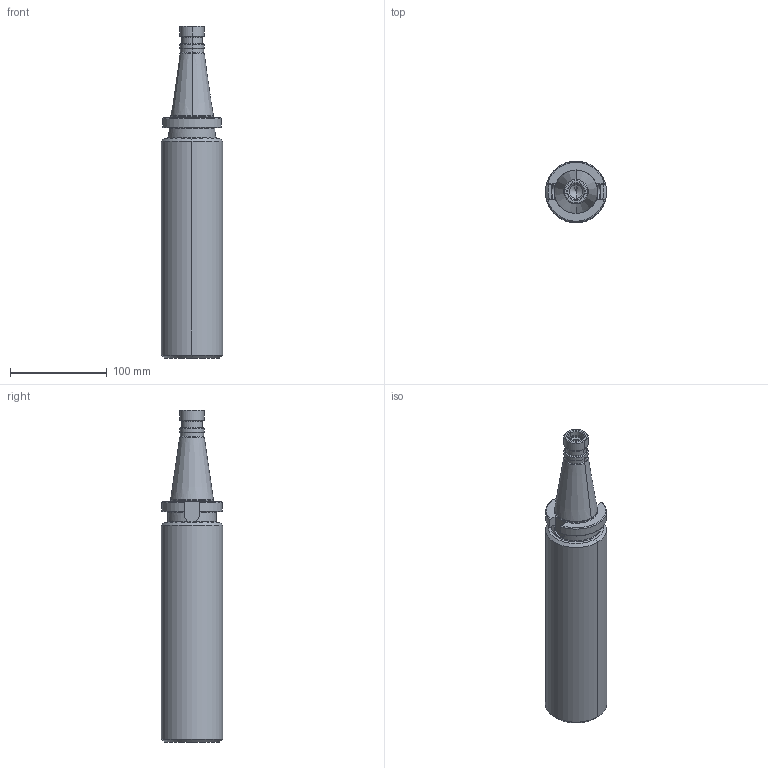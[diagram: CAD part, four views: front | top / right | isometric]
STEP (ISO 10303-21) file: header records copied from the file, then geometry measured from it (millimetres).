
FILE_DESCRIPTION((''),'2;1');
FILE_NAME('401_17_63','2020-09-07T',('103090'),(''),'CREO PARAMETRIC BY PTC INC, 2016260','CREO PARAMETRIC BY PTC INC, 2016260','');
FILE_SCHEMA(('CONFIG_CONTROL_DESIGN'));
Length unit declared in the file: millimetre
Products named in the file (1): 401_17_63
Bounding box: 63.5 x 63.5 x 343.4 mm (x, y, z)
Volume: 839149.6 mm3; surface area: 67371.6 mm2
Topology: 1 solids, 1 shells, 92 faces, 210 edges, 120 vertices
Faces by surface type: torus 28, cylinder 26, cone 24, plane 14
Entity records: 2762 total; most frequent: CARTESIAN_POINT 625, DIRECTION 490, ORIENTED_EDGE 412, AXIS2_PLACEMENT_3D 209, EDGE_CURVE 206, VERTEX_POINT 120, CIRCLE 114, EDGE_LOOP 96
